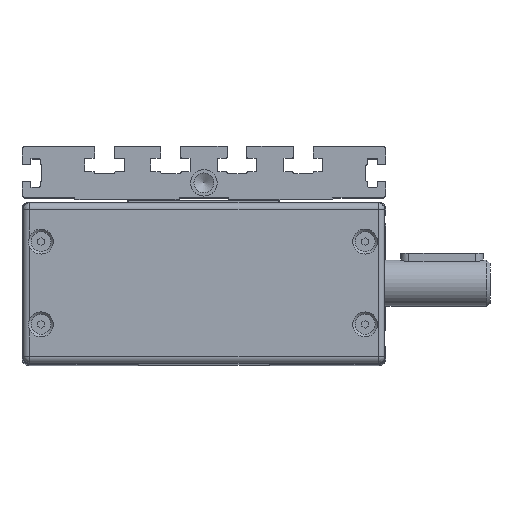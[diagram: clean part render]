
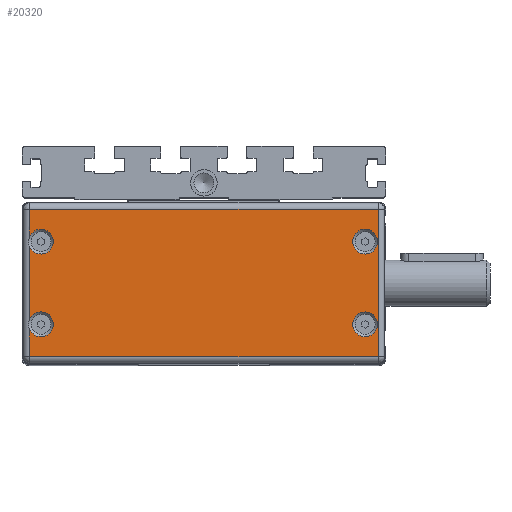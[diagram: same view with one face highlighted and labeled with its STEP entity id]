
A CAD part, top view. The second image highlights one B-rep face of the part: STEP entity #20320.
In plain terms, the highlighted planar face has unit normal (0, 0, 1).
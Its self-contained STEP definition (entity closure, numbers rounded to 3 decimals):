
#20062=CARTESIAN_POINT('',(4172.674,-1042.215,7129.021));
#20063=VERTEX_POINT('',#20062);
#20072=CARTESIAN_POINT('',(4067.174,-1042.215,7129.021));
#20073=VERTEX_POINT('',#20072);
#20081=CARTESIAN_POINT('',(4067.174,-1042.215,7129.021));
#20082=DIRECTION('',(1.0,0.0,0.0));
#20083=VECTOR('',#20082,105.5);
#20084=LINE('',#20081,#20083);
#20085=EDGE_CURVE('',#20073,#20063,#20084,.T.);
#20095=CARTESIAN_POINT('',(4067.174,-1053.311,7129.021));
#20096=VERTEX_POINT('',#20095);
#20097=CARTESIAN_POINT('',(4067.174,-1050.619,7129.021));
#20098=VERTEX_POINT('',#20097);
#20112=CARTESIAN_POINT('',(4067.174,-1050.619,7129.021));
#20113=DIRECTION('',(0.0,1.0,0.0));
#20114=VECTOR('',#20113,8.404);
#20115=LINE('',#20112,#20114);
#20116=EDGE_CURVE('',#20098,#20073,#20115,.T.);
#20126=CARTESIAN_POINT('',(4067.174,-1086.715,7129.021));
#20127=VERTEX_POINT('',#20126);
#20135=CARTESIAN_POINT('',(4067.174,-1078.311,7129.021));
#20136=VERTEX_POINT('',#20135);
#20137=CARTESIAN_POINT('',(4067.174,-1086.715,7129.021));
#20138=DIRECTION('',(0.0,1.0,0.0));
#20139=VECTOR('',#20138,8.404);
#20140=LINE('',#20137,#20139);
#20141=EDGE_CURVE('',#20127,#20136,#20140,.T.);
#20143=CARTESIAN_POINT('',(4067.174,-1075.619,7129.021));
#20144=VERTEX_POINT('',#20143);
#20158=CARTESIAN_POINT('',(4067.174,-1075.619,7129.021));
#20159=DIRECTION('',(0.0,1.0,0.0));
#20160=VECTOR('',#20159,22.307);
#20161=LINE('',#20158,#20160);
#20162=EDGE_CURVE('',#20144,#20096,#20161,.T.);
#20180=CARTESIAN_POINT('',(4172.674,-1086.715,7129.021));
#20181=VERTEX_POINT('',#20180);
#20189=CARTESIAN_POINT('',(4172.674,-1086.715,7129.021));
#20190=DIRECTION('',(-1.0,0.0,0.0));
#20191=VECTOR('',#20190,105.5);
#20192=LINE('',#20189,#20191);
#20193=EDGE_CURVE('',#20181,#20127,#20192,.T.);
#20240=CARTESIAN_POINT('',(4172.674,-1042.215,7129.021));
#20241=DIRECTION('',(0.0,-1.0,0.0));
#20242=VECTOR('',#20241,44.5);
#20243=LINE('',#20240,#20242);
#20244=EDGE_CURVE('',#20063,#20181,#20243,.T.);
#20271=CARTESIAN_POINT('',(4119.924,-1064.465,7129.021));
#20272=DIRECTION('',(0.0,0.0,1.0));
#20273=DIRECTION('',(1.0,0.0,0.0));
#20274=AXIS2_PLACEMENT_3D('',#20271,#20272,#20273);
#20275=PLANE('',#20274);
#20276=CARTESIAN_POINT('',(4070.674,-1051.965,7129.021));
#20277=DIRECTION('',(0.0,0.0,-1.0));
#20278=DIRECTION('',(1.0,0.0,0.0));
#20279=AXIS2_PLACEMENT_3D('',#20276,#20277,#20278);
#20280=CIRCLE('',#20279,3.75);
#20281=EDGE_CURVE('',#20098,#20096,#20280,.T.);
#20282=ORIENTED_EDGE('',*,*,#20281,.T.);
#20283=ORIENTED_EDGE('',*,*,#20162,.F.);
#20284=CARTESIAN_POINT('',(4070.674,-1076.965,7129.021));
#20285=DIRECTION('',(0.0,0.0,-1.0));
#20286=DIRECTION('',(1.0,0.0,0.0));
#20287=AXIS2_PLACEMENT_3D('',#20284,#20285,#20286);
#20288=CIRCLE('',#20287,3.75);
#20289=EDGE_CURVE('',#20144,#20136,#20288,.T.);
#20290=ORIENTED_EDGE('',*,*,#20289,.T.);
#20291=ORIENTED_EDGE('',*,*,#20141,.F.);
#20292=ORIENTED_EDGE('',*,*,#20193,.F.);
#20293=ORIENTED_EDGE('',*,*,#20244,.F.);
#20294=ORIENTED_EDGE('',*,*,#20085,.F.);
#20295=ORIENTED_EDGE('',*,*,#20116,.F.);
#20296=EDGE_LOOP('',(#20282,#20283,#20290,#20291,#20292,#20293,#20294,#20295));
#20297=FACE_OUTER_BOUND('',#20296,.T.);
#20298=CARTESIAN_POINT('',(4172.424,-1051.965,7129.021));
#20299=VERTEX_POINT('',#20298);
#20300=CARTESIAN_POINT('',(4168.674,-1051.965,7129.021));
#20301=DIRECTION('',(0.0,0.0,-1.0));
#20302=DIRECTION('',(1.0,0.0,0.0));
#20303=AXIS2_PLACEMENT_3D('',#20300,#20301,#20302);
#20304=CIRCLE('',#20303,3.75);
#20305=EDGE_CURVE('',#20299,#20299,#20304,.T.);
#20306=ORIENTED_EDGE('',*,*,#20305,.T.);
#20307=EDGE_LOOP('',(#20306));
#20308=FACE_BOUND('',#20307,.T.);
#20309=CARTESIAN_POINT('',(4172.424,-1076.965,7129.021));
#20310=VERTEX_POINT('',#20309);
#20311=CARTESIAN_POINT('',(4168.674,-1076.965,7129.021));
#20312=DIRECTION('',(0.0,0.0,-1.0));
#20313=DIRECTION('',(1.0,0.0,0.0));
#20314=AXIS2_PLACEMENT_3D('',#20311,#20312,#20313);
#20315=CIRCLE('',#20314,3.75);
#20316=EDGE_CURVE('',#20310,#20310,#20315,.T.);
#20317=ORIENTED_EDGE('',*,*,#20316,.T.);
#20318=EDGE_LOOP('',(#20317));
#20319=FACE_BOUND('',#20318,.T.);
#20320=ADVANCED_FACE('',(#20297,#20308,#20319),#20275,.T.);
